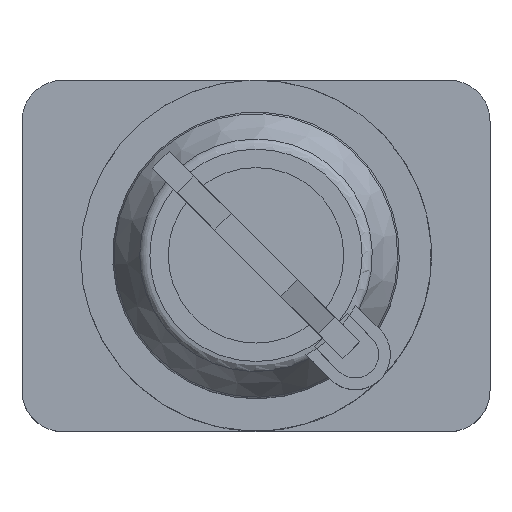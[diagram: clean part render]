
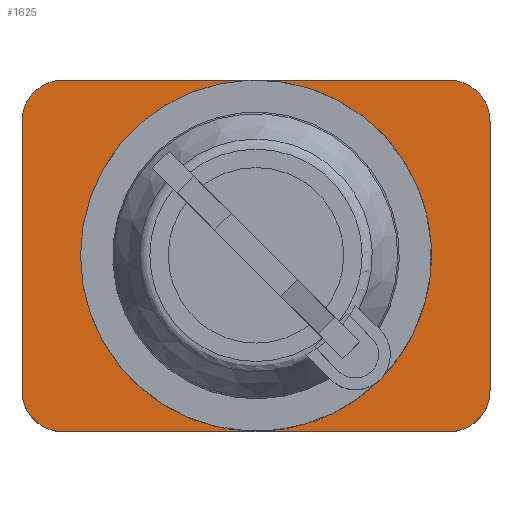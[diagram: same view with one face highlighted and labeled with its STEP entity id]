
A CAD part, top view. The second image highlights one B-rep face of the part: STEP entity #1625.
In plain terms, the highlighted planar face has unit normal (0, 0, 1).
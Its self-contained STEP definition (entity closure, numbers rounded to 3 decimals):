
#1080=CARTESIAN_POINT('',(-10.85,0.0,60.5));
#1081=VERTEX_POINT('',#1080);
#1082=CARTESIAN_POINT('',(0.,0.0,60.5));
#1083=DIRECTION('',(0.0,0.0,-1.0));
#1084=DIRECTION('',(-1.0,0.0,0.0));
#1085=AXIS2_PLACEMENT_3D('',#1082,#1083,#1084);
#1086=CIRCLE('',#1085,10.85);
#1087=EDGE_CURVE('',#1081,#1081,#1086,.T.);
#1416=CARTESIAN_POINT('',(-20.,-11.51,60.5));
#1417=VERTEX_POINT('',#1416);
#1418=CARTESIAN_POINT('',(-20.0,11.51,60.5));
#1419=VERTEX_POINT('',#1418);
#1420=CARTESIAN_POINT('',(-20.,-11.51,60.5));
#1421=DIRECTION('',(0.0,1.0,0.0));
#1422=VECTOR('',#1421,23.02);
#1423=LINE('',#1420,#1422);
#1424=EDGE_CURVE('',#1417,#1419,#1423,.T.);
#1447=CARTESIAN_POINT('',(-16.5,15.01,60.5));
#1448=VERTEX_POINT('',#1447);
#1449=CARTESIAN_POINT('',(-16.5,11.51,60.5));
#1450=DIRECTION('',(0.0,0.0,-1.0));
#1451=DIRECTION('',(0.0,1.0,0.0));
#1452=AXIS2_PLACEMENT_3D('',#1449,#1450,#1451);
#1453=CIRCLE('',#1452,3.5);
#1454=EDGE_CURVE('',#1419,#1448,#1453,.T.);
#1472=CARTESIAN_POINT('',(16.5,15.01,60.5));
#1473=VERTEX_POINT('',#1472);
#1474=CARTESIAN_POINT('',(-16.5,15.01,60.5));
#1475=DIRECTION('',(1.0,0.0,0.0));
#1476=VECTOR('',#1475,33.0);
#1477=LINE('',#1474,#1476);
#1478=EDGE_CURVE('',#1448,#1473,#1477,.T.);
#1496=CARTESIAN_POINT('',(20.0,11.51,60.5));
#1497=VERTEX_POINT('',#1496);
#1498=CARTESIAN_POINT('',(16.5,11.51,60.5));
#1499=DIRECTION('',(0.0,0.0,-1.0));
#1500=DIRECTION('',(1.0,0.0,0.0));
#1501=AXIS2_PLACEMENT_3D('',#1498,#1499,#1500);
#1502=CIRCLE('',#1501,3.5);
#1503=EDGE_CURVE('',#1473,#1497,#1502,.T.);
#1521=CARTESIAN_POINT('',(20.0,-11.51,60.5));
#1522=VERTEX_POINT('',#1521);
#1523=CARTESIAN_POINT('',(20.0,11.51,60.5));
#1524=DIRECTION('',(0.0,-1.0,0.0));
#1525=VECTOR('',#1524,23.02);
#1526=LINE('',#1523,#1525);
#1527=EDGE_CURVE('',#1497,#1522,#1526,.T.);
#1545=CARTESIAN_POINT('',(16.5,-15.01,60.5));
#1546=VERTEX_POINT('',#1545);
#1547=CARTESIAN_POINT('',(16.5,-11.51,60.5));
#1548=DIRECTION('',(0.0,0.0,-1.0));
#1549=DIRECTION('',(0.0,-1.0,0.0));
#1550=AXIS2_PLACEMENT_3D('',#1547,#1548,#1549);
#1551=CIRCLE('',#1550,3.5);
#1552=EDGE_CURVE('',#1522,#1546,#1551,.T.);
#1570=CARTESIAN_POINT('',(-16.5,-15.01,60.5));
#1571=VERTEX_POINT('',#1570);
#1572=CARTESIAN_POINT('',(16.5,-15.01,60.5));
#1573=DIRECTION('',(-1.0,0.0,0.0));
#1574=VECTOR('',#1573,33.0);
#1575=LINE('',#1572,#1574);
#1576=EDGE_CURVE('',#1546,#1571,#1575,.T.);
#1594=CARTESIAN_POINT('',(-16.5,-11.51,60.5));
#1595=DIRECTION('',(0.0,0.0,-1.0));
#1596=DIRECTION('',(-1.0,0.0,0.0));
#1597=AXIS2_PLACEMENT_3D('',#1594,#1595,#1596);
#1598=CIRCLE('',#1597,3.5);
#1599=EDGE_CURVE('',#1571,#1417,#1598,.T.);
#1607=CARTESIAN_POINT('',(0.,0.,60.5));
#1608=DIRECTION('',(0.0,0.0,1.0));
#1609=DIRECTION('',(1.0,0.0,0.0));
#1610=AXIS2_PLACEMENT_3D('',#1607,#1608,#1609);
#1611=PLANE('',#1610);
#1612=ORIENTED_EDGE('',*,*,#1424,.F.);
#1613=ORIENTED_EDGE('',*,*,#1599,.F.);
#1614=ORIENTED_EDGE('',*,*,#1576,.F.);
#1615=ORIENTED_EDGE('',*,*,#1552,.F.);
#1616=ORIENTED_EDGE('',*,*,#1527,.F.);
#1617=ORIENTED_EDGE('',*,*,#1503,.F.);
#1618=ORIENTED_EDGE('',*,*,#1478,.F.);
#1619=ORIENTED_EDGE('',*,*,#1454,.F.);
#1620=EDGE_LOOP('',(#1612,#1613,#1614,#1615,#1616,#1617,#1618,#1619));
#1621=FACE_OUTER_BOUND('',#1620,.T.);
#1622=ORIENTED_EDGE('',*,*,#1087,.T.);
#1623=EDGE_LOOP('',(#1622));
#1624=FACE_BOUND('',#1623,.T.);
#1625=ADVANCED_FACE('',(#1621,#1624),#1611,.T.);
